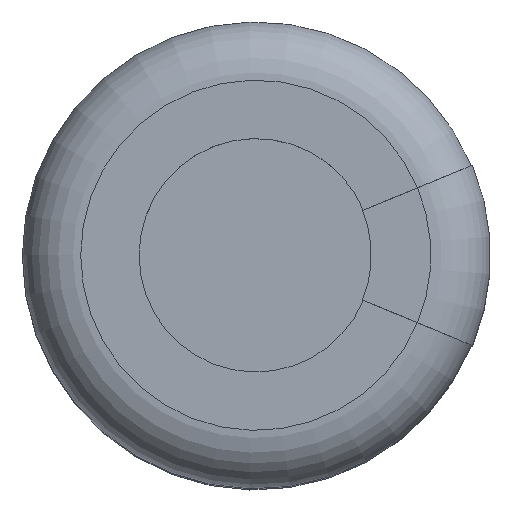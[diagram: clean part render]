
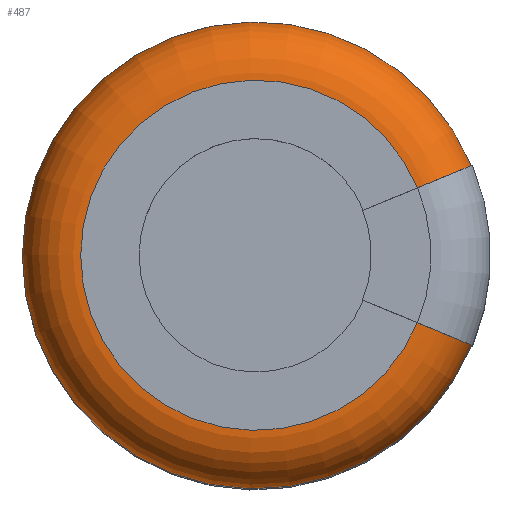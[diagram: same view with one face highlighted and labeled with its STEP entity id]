
A CAD part, top view. The second image highlights one B-rep face of the part: STEP entity #487.
In plain terms, the highlighted toroidal (fillet/blend) face has major radius 1.5 mm and minor radius 0.5 mm.
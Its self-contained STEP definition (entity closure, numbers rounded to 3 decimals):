
#402=CARTESIAN_POINT('',(1.846,-0.769,6.5));
#403=VERTEX_POINT('',#402);
#410=CARTESIAN_POINT('',(1.846,0.769,6.5));
#411=VERTEX_POINT('',#410);
#412=CARTESIAN_POINT('',(0.0,-0.0,6.5));
#413=DIRECTION('',(-0.0,0.0,-1.0));
#414=DIRECTION('',(-0.0,1.0,0.0));
#415=AXIS2_PLACEMENT_3D('',#412,#413,#414);
#416=CIRCLE('',#415,2.0);
#417=EDGE_CURVE('n� 413',#403,#411,#416,.T.);
#434=CARTESIAN_POINT('',(1.384,-0.578,7.0));
#435=VERTEX_POINT('',#434);
#436=CARTESIAN_POINT('',(1.384,-0.578,7.0));
#437=CARTESIAN_POINT('',(1.402,-0.585,7.0));
#438=CARTESIAN_POINT('',(1.42,-0.592,6.999));
#439=CARTESIAN_POINT('',(1.489,-0.621,6.99));
#440=CARTESIAN_POINT('',(1.54,-0.642,6.974));
#441=CARTESIAN_POINT('',(1.633,-0.681,6.925));
#442=CARTESIAN_POINT('',(1.676,-0.698,6.892));
#443=CARTESIAN_POINT('',(1.749,-0.729,6.812));
#444=CARTESIAN_POINT('',(1.78,-0.741,6.765));
#445=CARTESIAN_POINT('',(1.824,-0.76,6.664));
#446=CARTESIAN_POINT('',(1.838,-0.766,6.608));
#447=CARTESIAN_POINT('',(1.845,-0.769,6.535));
#448=CARTESIAN_POINT('',(1.846,-0.769,6.517));
#449=CARTESIAN_POINT('',(1.846,-0.769,6.5));
#450=B_SPLINE_CURVE_WITH_KNOTS('',3,(#436,#437,#438,#439,#440,#441,#442,#443,#444,#445,
    #446,#447,#448,#449),.UNSPECIFIED.,.F.,.U.,
 (4,2,2,2,2,2,4),(0.0,0.073,0.288,0.503,0.718,0.932,1.0),.UNSPECIFIED.);
#451=EDGE_CURVE('n� 601',#435,#403,#450,.T.);
#452=ORIENTED_EDGE('',*,*,#451,.F.);
#453=CARTESIAN_POINT('',(1.384,0.578,7.0));
#454=VERTEX_POINT('',#453);
#455=CARTESIAN_POINT('',(0.0,-0.0,7.0));
#456=DIRECTION('',(-0.0,0.0,-1.0));
#457=DIRECTION('',(-0.0,1.0,0.0));
#458=AXIS2_PLACEMENT_3D('',#455,#456,#457);
#459=CIRCLE('',#458,1.5);
#460=EDGE_CURVE('n� 403',#435,#454,#459,.T.);
#461=ORIENTED_EDGE('',*,*,#460,.T.);
#462=CARTESIAN_POINT('',(1.384,0.578,7.0));
#463=CARTESIAN_POINT('',(1.402,0.585,7.0));
#464=CARTESIAN_POINT('',(1.42,0.592,6.999));
#465=CARTESIAN_POINT('',(1.489,0.621,6.99));
#466=CARTESIAN_POINT('',(1.54,0.642,6.974));
#467=CARTESIAN_POINT('',(1.633,0.681,6.925));
#468=CARTESIAN_POINT('',(1.676,0.698,6.892));
#469=CARTESIAN_POINT('',(1.749,0.729,6.812));
#470=CARTESIAN_POINT('',(1.78,0.741,6.765));
#471=CARTESIAN_POINT('',(1.824,0.76,6.664));
#472=CARTESIAN_POINT('',(1.838,0.766,6.608));
#473=CARTESIAN_POINT('',(1.845,0.769,6.535));
#474=CARTESIAN_POINT('',(1.846,0.769,6.517));
#475=CARTESIAN_POINT('',(1.846,0.769,6.5));
#476=B_SPLINE_CURVE_WITH_KNOTS('',3,(#462,#463,#464,#465,#466,#467,#468,#469,#470,#471,
    #472,#473,#474,#475),.UNSPECIFIED.,.F.,.U.,
 (4,2,2,2,2,2,4),(0.0,0.073,0.288,0.503,0.718,0.932,1.0),.UNSPECIFIED.);
#477=EDGE_CURVE('n� 536',#454,#411,#476,.T.);
#478=ORIENTED_EDGE('',*,*,#477,.T.);
#479=ORIENTED_EDGE('',*,*,#417,.F.);
#480=EDGE_LOOP('',(#452,#461,#478,#479));
#481=FACE_OUTER_BOUND('',#480,.T.);
#482=CARTESIAN_POINT('',(0.0,-0.0,6.5));
#483=DIRECTION('',(-0.0,0.0,-1.0));
#484=DIRECTION('',(-0.0,1.0,0.0));
#485=AXIS2_PLACEMENT_3D('',#482,#483,#484);
#486=TOROIDAL_SURFACE('',#485,1.5,0.5);
#487=ADVANCED_FACE('n� 110',(#481),#486,.T.);
